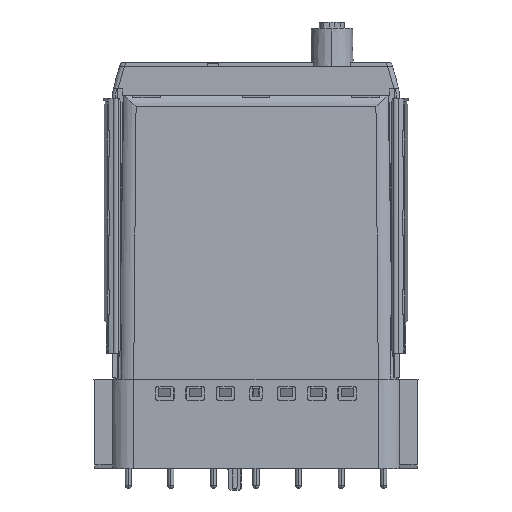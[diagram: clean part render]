
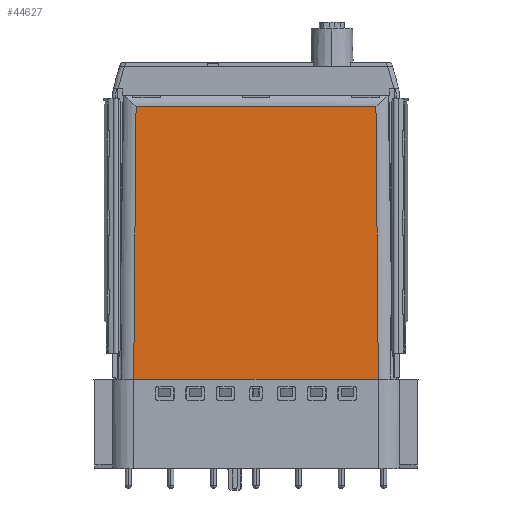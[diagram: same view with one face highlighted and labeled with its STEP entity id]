
A CAD part, front view. The second image highlights one B-rep face of the part: STEP entity #44627.
In plain terms, the highlighted planar face has unit normal (0, -1, 0.009).
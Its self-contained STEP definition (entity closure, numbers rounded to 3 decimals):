
#4743=DIRECTION('',(1.,0.,0.));
#4744=VECTOR('',#4743,75.251);
#4745=CARTESIAN_POINT('',(-37.626,-26.266,
-97.286));
#4746=LINE('',#4745,#4744);
#4747=DIRECTION('',(-0.174,0.009,0.985));
#4748=VECTOR('',#4747,1.814);
#4749=CARTESIAN_POINT('',(-37.626,-26.266,
-97.286));
#4750=LINE('',#4749,#4748);
#4751=DIRECTION('',(-0.009,-0.009,-1.));
#4752=VECTOR('',#4751,89.559);
#4753=CARTESIAN_POINT('',(-39.469,-25.468,
-5.948));
#4754=LINE('',#4753,#4752);
#4755=DIRECTION('',(1.,0.,0.));
#4756=VECTOR('',#4755,78.937);
#4757=CARTESIAN_POINT('',(-39.469,-25.468,
-5.948));
#4758=LINE('',#4757,#4756);
#4759=DIRECTION('',(0.009,-0.009,-1.));
#4760=VECTOR('',#4759,89.559);
#4761=CARTESIAN_POINT('',(39.469,-25.468,
-5.948));
#4762=LINE('',#4761,#4760);
#4763=DIRECTION('',(-0.174,-0.009,-0.985));
#4764=VECTOR('',#4763,1.814);
#4765=CARTESIAN_POINT('',(37.941,-26.25,-95.5));
#4766=LINE('',#4765,#4764);
#4811=DIRECTION('',(-1.,0.,0.));
#4812=VECTOR('',#4811,2.309);
#4813=CARTESIAN_POINT('',(40.25,-26.25,-95.5));
#4814=LINE('',#4813,#4812);
#25131=DIRECTION('',(1.,0.,0.));
#25132=VECTOR('',#25131,2.309);
#25133=CARTESIAN_POINT('',(-40.25,-26.25,-95.5));
#25134=LINE('',#25133,#25132);
#30787=CARTESIAN_POINT('',(-39.469,-25.468,
-5.948));
#30788=CARTESIAN_POINT('',(-40.25,-26.25,-95.5));
#30789=VERTEX_POINT('',#30787);
#30790=VERTEX_POINT('',#30788);
#30791=CARTESIAN_POINT('',(39.469,-25.468,
-5.948));
#30792=VERTEX_POINT('',#30791);
#30793=CARTESIAN_POINT('',(40.25,-26.25,-95.5));
#30794=VERTEX_POINT('',#30793);
#30867=CARTESIAN_POINT('',(37.941,-26.25,-95.5));
#30868=VERTEX_POINT('',#30867);
#30869=CARTESIAN_POINT('',(-37.941,-26.25,-95.5));
#30870=VERTEX_POINT('',#30869);
#35307=CARTESIAN_POINT('',(-37.626,-26.266,
-97.286));
#35308=CARTESIAN_POINT('',(37.626,-26.266,
-97.286));
#35309=VERTEX_POINT('',#35307);
#35310=VERTEX_POINT('',#35308);
#44606=CARTESIAN_POINT('',(-49.112,-26.25,-95.5));
#44607=DIRECTION('',(0.,-1.,0.009));
#44608=DIRECTION('',(1.,0.,0.));
#44609=AXIS2_PLACEMENT_3D('',#44606,#44607,#44608);
#44610=PLANE('',#44609);
#44612=ORIENTED_EDGE('',*,*,#44611,.F.);
#44614=ORIENTED_EDGE('',*,*,#44613,.T.);
#44616=ORIENTED_EDGE('',*,*,#44615,.F.);
#44617=ORIENTED_EDGE('',*,*,#44590,.F.);
#44618=ORIENTED_EDGE('',*,*,#38158,.T.);
#44620=ORIENTED_EDGE('',*,*,#44619,.T.);
#44622=ORIENTED_EDGE('',*,*,#44621,.T.);
#44624=ORIENTED_EDGE('',*,*,#44623,.T.);
#44625=EDGE_LOOP('',(#44612,#44614,#44616,#44617,#44618,#44620,#44622,#44624));
#44626=FACE_OUTER_BOUND('',#44625,.F.);
#44627=ADVANCED_FACE('',(#44626),#44610,.T.);
#38158=EDGE_CURVE('',#30789,#30792,#4758,.T.);
#44590=EDGE_CURVE('',#30789,#30790,#4754,.T.);
#44611=EDGE_CURVE('',#35309,#35310,#4746,.T.);
#44613=EDGE_CURVE('',#35309,#30870,#4750,.T.);
#44615=EDGE_CURVE('',#30790,#30870,#25134,.T.);
#44619=EDGE_CURVE('',#30792,#30794,#4762,.T.);
#44621=EDGE_CURVE('',#30794,#30868,#4814,.T.);
#44623=EDGE_CURVE('',#30868,#35310,#4766,.T.);
